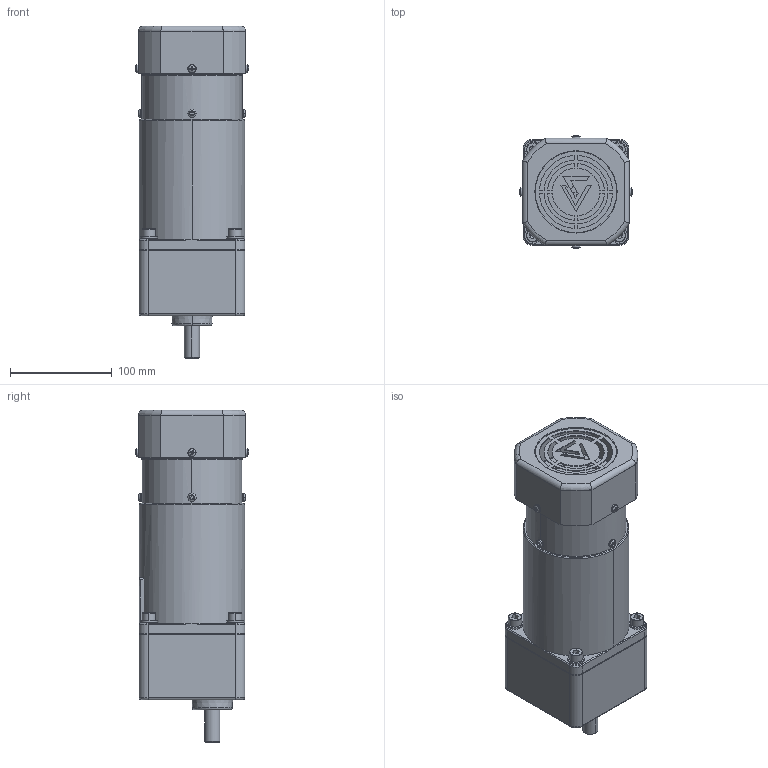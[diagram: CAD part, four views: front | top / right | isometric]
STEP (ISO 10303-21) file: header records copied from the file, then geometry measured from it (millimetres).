
FILE_DESCRIPTION (( 'STEP AP203' ), '1' );
FILE_NAME ('6RK(180-250)GU-CFM+眊极.STEP', '2022-08-25T03:00:15', ( '' ), ( 'Microsoft' ), 'SwSTEP 2.0', 'SolidWorks 2020', '' );
FILE_SCHEMA (( 'CONFIG_CONTROL_DESIGN' ));
Length unit declared in the file: millimetre
Products named in the file (1): 6RK(180-250)GU-CFM+眊极
Bounding box: 111.64 x 111.64 x 326.7 mm (x, y, z)
Surface area: 197361.4 mm2 (no closed solid volume)
Topology: 0 solids, 31 shells, 464 faces, 1399 edges, 932 vertices
Faces by surface type: plane 211, cylinder 140, torus 54, cone 43, bspline 8, sphere 8
Entity records: 17111 total; most frequent: CARTESIAN_POINT 4408, DIRECTION 2813, ORIENTED_EDGE 2317, EDGE_CURVE 1383, AXIS2_PLACEMENT_3D 1069, VERTEX_POINT 932, VECTOR 675, LINE 675
